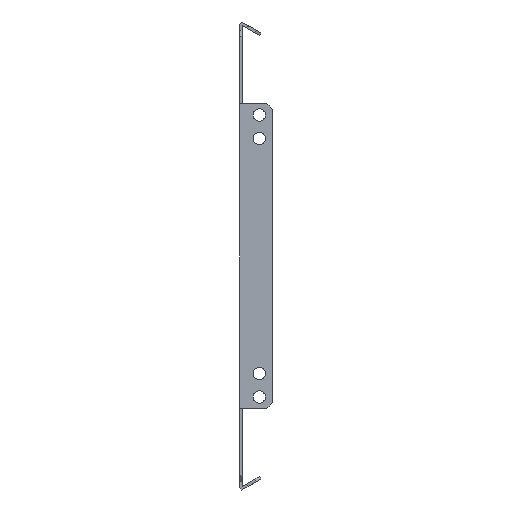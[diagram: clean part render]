
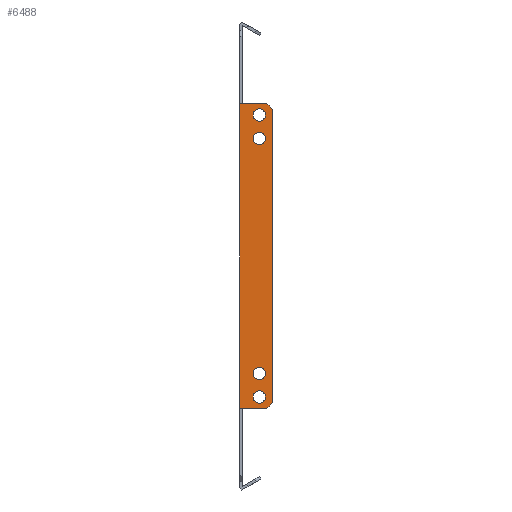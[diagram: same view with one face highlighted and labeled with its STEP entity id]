
A CAD part, front view. The second image highlights one B-rep face of the part: STEP entity #6488.
In plain terms, the highlighted planar face has unit normal (0, -1, 0).
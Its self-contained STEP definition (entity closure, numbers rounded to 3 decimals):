
#17 = LINE ( 'NONE', #2368, #5710 ) ;
#24 = DIRECTION ( 'NONE',  ( 0.707, 0., 0.707 ) ) ;
#50 = DIRECTION ( 'NONE',  ( 0., -1., 0. ) ) ;
#96 = VERTEX_POINT ( 'NONE', #3267 ) ;
#100 = VERTEX_POINT ( 'NONE', #5082 ) ;
#120 = DIRECTION ( 'NONE',  ( 0., -1., 0. ) ) ;
#133 = VECTOR ( 'NONE', #2591, 1000. ) ;
#256 = VECTOR ( 'NONE', #2448, 1000. ) ;
#289 = DIRECTION ( 'NONE',  ( 0., 0., 1. ) ) ;
#297 = DIRECTION ( 'NONE',  ( -1., 0., 0. ) ) ;
#326 = LINE ( 'NONE', #1991, #1135 ) ;
#328 = EDGE_CURVE ( 'NONE', #4701, #4837, #1733, .T. ) ;
#375 = FACE_OUTER_BOUND ( 'NONE', #618, .T. ) ;
#433 = VERTEX_POINT ( 'NONE', #7095 ) ;
#489 = CARTESIAN_POINT ( 'NONE',  ( 13.75, -152.75, -75. ) ) ;
#490 = CIRCLE ( 'NONE', #5741, 3.25 ) ;
#571 = EDGE_CURVE ( 'NONE', #6333, #100, #6058, .T. ) ;
#586 = DIRECTION ( 'NONE',  ( 0., 0., -1. ) ) ;
#589 = CARTESIAN_POINT ( 'NONE',  ( 7.25, -152.75, 75. ) ) ;
#595 = CARTESIAN_POINT ( 'NONE',  ( 7.25, -152.75, 62.5 ) ) ;
#618 = EDGE_LOOP ( 'NONE', ( #6529, #4359, #4399, #5343, #1102, #6166, #860, #7308 ) ) ;
#626 = CARTESIAN_POINT ( 'NONE',  ( 10.5, -152.75, 75. ) ) ;
#724 = ORIENTED_EDGE ( 'NONE', *, *, #571, .F. ) ;
#755 = EDGE_CURVE ( 'NONE', #3047, #6891, #17, .T. ) ;
#860 = ORIENTED_EDGE ( 'NONE', *, *, #2499, .T. ) ;
#875 = DIRECTION ( 'NONE',  ( 0., -1., 0. ) ) ;
#914 = VECTOR ( 'NONE', #5390, 1000. ) ;
#998 = FACE_BOUND ( 'NONE', #2795, .T. ) ;
#1102 = ORIENTED_EDGE ( 'NONE', *, *, #7205, .T. ) ;
#1128 = CIRCLE ( 'NONE', #1979, 3.25 ) ;
#1135 = VECTOR ( 'NONE', #289, 1000. ) ;
#1215 = DIRECTION ( 'NONE',  ( -1., 0., 0. ) ) ;
#1241 = EDGE_CURVE ( 'NONE', #6887, #6707, #6698, .T. ) ;
#1245 = LINE ( 'NONE', #1938, #914 ) ;
#1382 = EDGE_CURVE ( 'NONE', #433, #2274, #4804, .T. ) ;
#1461 = VERTEX_POINT ( 'NONE', #3095 ) ;
#1733 = LINE ( 'NONE', #6403, #5699 ) ;
#1822 = DIRECTION ( 'NONE',  ( -1., 0., 0. ) ) ;
#1868 = DIRECTION ( 'NONE',  ( -1., 0., 0. ) ) ;
#1918 = LINE ( 'NONE', #2533, #256 ) ;
#1938 = CARTESIAN_POINT ( 'NONE',  ( 2.5, -152.75, 81. ) ) ;
#1965 = ORIENTED_EDGE ( 'NONE', *, *, #2101, .F. ) ;
#1974 = CARTESIAN_POINT ( 'NONE',  ( 14.5, -152.75, 81. ) ) ;
#1979 = AXIS2_PLACEMENT_3D ( 'NONE', #4842, #3661, #4119 ) ;
#1991 = CARTESIAN_POINT ( 'NONE',  ( 17.5, -152.75, 0. ) ) ;
#2101 = EDGE_CURVE ( 'NONE', #3966, #96, #3072, .T. ) ;
#2156 = DIRECTION ( 'NONE',  ( -1., 0., 0. ) ) ;
#2162 = EDGE_LOOP ( 'NONE', ( #3519, #724 ) ) ;
#2274 = VERTEX_POINT ( 'NONE', #3787 ) ;
#2352 = CIRCLE ( 'NONE', #2605, 3.25 ) ;
#2368 = CARTESIAN_POINT ( 'NONE',  ( 0., -152.75, 81. ) ) ;
#2448 = DIRECTION ( 'NONE',  ( 1., 0., 0. ) ) ;
#2450 = EDGE_CURVE ( 'NONE', #6707, #6887, #1128, .T. ) ;
#2499 = EDGE_CURVE ( 'NONE', #4701, #433, #1918, .T. ) ;
#2533 = CARTESIAN_POINT ( 'NONE',  ( 0., -152.75, -81. ) ) ;
#2555 = DIRECTION ( 'NONE',  ( 0., -1., 0. ) ) ;
#2591 = DIRECTION ( 'NONE',  ( -0.707, 0., 0.707 ) ) ;
#2605 = AXIS2_PLACEMENT_3D ( 'NONE', #3122, #2555, #4864 ) ;
#2634 = EDGE_CURVE ( 'NONE', #2274, #5554, #326, .T. ) ;
#2727 = PLANE ( 'NONE',  #3854 ) ;
#2755 = CIRCLE ( 'NONE', #4709, 3.25 ) ;
#2765 = FACE_BOUND ( 'NONE', #5398, .T. ) ;
#2795 = EDGE_LOOP ( 'NONE', ( #2991, #4357 ) ) ;
#2843 = EDGE_CURVE ( 'NONE', #6172, #4661, #3214, .T. ) ;
#2991 = ORIENTED_EDGE ( 'NONE', *, *, #2450, .F. ) ;
#3047 = VERTEX_POINT ( 'NONE', #5664 ) ;
#3072 = CIRCLE ( 'NONE', #6328, 3.25 ) ;
#3095 = CARTESIAN_POINT ( 'NONE',  ( 0., -152.75, 81. ) ) ;
#3122 = CARTESIAN_POINT ( 'NONE',  ( 10.5, -152.75, -75. ) ) ;
#3140 = CARTESIAN_POINT ( 'NONE',  ( 2.5, -152.75, -81. ) ) ;
#3214 = CIRCLE ( 'NONE', #4422, 3.25 ) ;
#3267 = CARTESIAN_POINT ( 'NONE',  ( 7.25, -152.75, -62.5 ) ) ;
#3417 = CARTESIAN_POINT ( 'NONE',  ( 0., -152.75, 0. ) ) ;
#3421 = AXIS2_PLACEMENT_3D ( 'NONE', #6789, #6276, #2156 ) ;
#3519 = ORIENTED_EDGE ( 'NONE', *, *, #4087, .F. ) ;
#3534 = CARTESIAN_POINT ( 'NONE',  ( 10.5, -152.75, -62.5 ) ) ;
#3575 = EDGE_LOOP ( 'NONE', ( #5868, #1965 ) ) ;
#3576 = LINE ( 'NONE', #1974, #133 ) ;
#3632 = ORIENTED_EDGE ( 'NONE', *, *, #2843, .F. ) ;
#3661 = DIRECTION ( 'NONE',  ( 0., -1., 0. ) ) ;
#3787 = CARTESIAN_POINT ( 'NONE',  ( 17.5, -152.75, -78. ) ) ;
#3854 = AXIS2_PLACEMENT_3D ( 'NONE', #5652, #5686, #6867 ) ;
#3966 = VERTEX_POINT ( 'NONE', #4110 ) ;
#4087 = EDGE_CURVE ( 'NONE', #100, #6333, #2352, .T. ) ;
#4093 = EDGE_CURVE ( 'NONE', #4661, #6172, #490, .T. ) ;
#4110 = CARTESIAN_POINT ( 'NONE',  ( 13.75, -152.75, -62.5 ) ) ;
#4119 = DIRECTION ( 'NONE',  ( -1., 0., 0. ) ) ;
#4121 = EDGE_CURVE ( 'NONE', #5554, #3047, #3576, .T. ) ;
#4179 = DIRECTION ( 'NONE',  ( 0., -1., 0. ) ) ;
#4357 = ORIENTED_EDGE ( 'NONE', *, *, #1241, .F. ) ;
#4359 = ORIENTED_EDGE ( 'NONE', *, *, #4121, .T. ) ;
#4399 = ORIENTED_EDGE ( 'NONE', *, *, #755, .T. ) ;
#4422 = AXIS2_PLACEMENT_3D ( 'NONE', #6272, #50, #1215 ) ;
#4437 = FACE_BOUND ( 'NONE', #3575, .T. ) ;
#4661 = VERTEX_POINT ( 'NONE', #6516 ) ;
#4701 = VERTEX_POINT ( 'NONE', #3140 ) ;
#4709 = AXIS2_PLACEMENT_3D ( 'NONE', #3534, #4179, #1822 ) ;
#4772 = DIRECTION ( 'NONE',  ( 0., -1., 0. ) ) ;
#4798 = CARTESIAN_POINT ( 'NONE',  ( 2.5, -152.75, 81. ) ) ;
#4804 = LINE ( 'NONE', #6505, #6208 ) ;
#4837 = VERTEX_POINT ( 'NONE', #7547 ) ;
#4842 = CARTESIAN_POINT ( 'NONE',  ( 10.5, -152.75, 62.5 ) ) ;
#4864 = DIRECTION ( 'NONE',  ( -1., 0., 0. ) ) ;
#4938 = VECTOR ( 'NONE', #586, 1000. ) ;
#5082 = CARTESIAN_POINT ( 'NONE',  ( 7.25, -152.75, -75. ) ) ;
#5335 = AXIS2_PLACEMENT_3D ( 'NONE', #6089, #875, #297 ) ;
#5343 = ORIENTED_EDGE ( 'NONE', *, *, #6061, .T. ) ;
#5390 = DIRECTION ( 'NONE',  ( -1., 0., 0. ) ) ;
#5398 = EDGE_LOOP ( 'NONE', ( #3632, #5592 ) ) ;
#5474 = CARTESIAN_POINT ( 'NONE',  ( 13.75, -152.75, 62.5 ) ) ;
#5554 = VERTEX_POINT ( 'NONE', #5823 ) ;
#5592 = ORIENTED_EDGE ( 'NONE', *, *, #4093, .F. ) ;
#5652 = CARTESIAN_POINT ( 'NONE',  ( 0., -152.75, 0. ) ) ;
#5664 = CARTESIAN_POINT ( 'NONE',  ( 14.5, -152.75, 81. ) ) ;
#5686 = DIRECTION ( 'NONE',  ( 0., 1., 0. ) ) ;
#5699 = VECTOR ( 'NONE', #6940, 1000. ) ;
#5710 = VECTOR ( 'NONE', #1868, 1000. ) ;
#5741 = AXIS2_PLACEMENT_3D ( 'NONE', #626, #120, #6447 ) ;
#5768 = CARTESIAN_POINT ( 'NONE',  ( 10.5, -152.75, -62.5 ) ) ;
#5823 = CARTESIAN_POINT ( 'NONE',  ( 17.5, -152.75, 78. ) ) ;
#5868 = ORIENTED_EDGE ( 'NONE', *, *, #7263, .F. ) ;
#6058 = CIRCLE ( 'NONE', #5335, 3.25 ) ;
#6061 = EDGE_CURVE ( 'NONE', #6891, #1461, #1245, .T. ) ;
#6089 = CARTESIAN_POINT ( 'NONE',  ( 10.5, -152.75, -75. ) ) ;
#6166 = ORIENTED_EDGE ( 'NONE', *, *, #328, .F. ) ;
#6172 = VERTEX_POINT ( 'NONE', #589 ) ;
#6208 = VECTOR ( 'NONE', #24, 1000. ) ;
#6272 = CARTESIAN_POINT ( 'NONE',  ( 10.5, -152.75, 75. ) ) ;
#6276 = DIRECTION ( 'NONE',  ( 0., -1., 0. ) ) ;
#6284 = FACE_BOUND ( 'NONE', #2162, .T. ) ;
#6328 = AXIS2_PLACEMENT_3D ( 'NONE', #5768, #4772, #6591 ) ;
#6333 = VERTEX_POINT ( 'NONE', #489 ) ;
#6381 = LINE ( 'NONE', #3417, #4938 ) ;
#6403 = CARTESIAN_POINT ( 'NONE',  ( 0., -152.75, -81. ) ) ;
#6447 = DIRECTION ( 'NONE',  ( -1., 0., 0. ) ) ;
#6488 = ADVANCED_FACE ( 'NONE', ( #4437, #6284, #998, #2765, #375 ), #2727, .F. ) ;
#6505 = CARTESIAN_POINT ( 'NONE',  ( 17.5, -152.75, -78. ) ) ;
#6516 = CARTESIAN_POINT ( 'NONE',  ( 13.75, -152.75, 75. ) ) ;
#6529 = ORIENTED_EDGE ( 'NONE', *, *, #2634, .T. ) ;
#6591 = DIRECTION ( 'NONE',  ( -1., 0., 0. ) ) ;
#6698 = CIRCLE ( 'NONE', #3421, 3.25 ) ;
#6707 = VERTEX_POINT ( 'NONE', #595 ) ;
#6789 = CARTESIAN_POINT ( 'NONE',  ( 10.5, -152.75, 62.5 ) ) ;
#6867 = DIRECTION ( 'NONE',  ( -1., 0., 0. ) ) ;
#6887 = VERTEX_POINT ( 'NONE', #5474 ) ;
#6891 = VERTEX_POINT ( 'NONE', #4798 ) ;
#6940 = DIRECTION ( 'NONE',  ( -1., 0., 0. ) ) ;
#7095 = CARTESIAN_POINT ( 'NONE',  ( 14.5, -152.75, -81. ) ) ;
#7205 = EDGE_CURVE ( 'NONE', #1461, #4837, #6381, .T. ) ;
#7263 = EDGE_CURVE ( 'NONE', #96, #3966, #2755, .T. ) ;
#7308 = ORIENTED_EDGE ( 'NONE', *, *, #1382, .T. ) ;
#7547 = CARTESIAN_POINT ( 'NONE',  ( 0., -152.75, -81. ) ) ;
